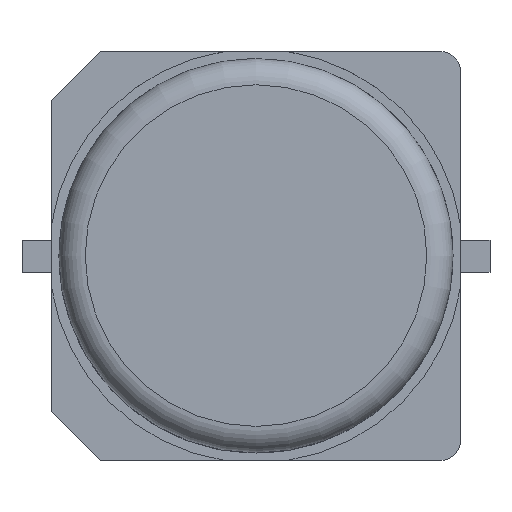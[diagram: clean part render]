
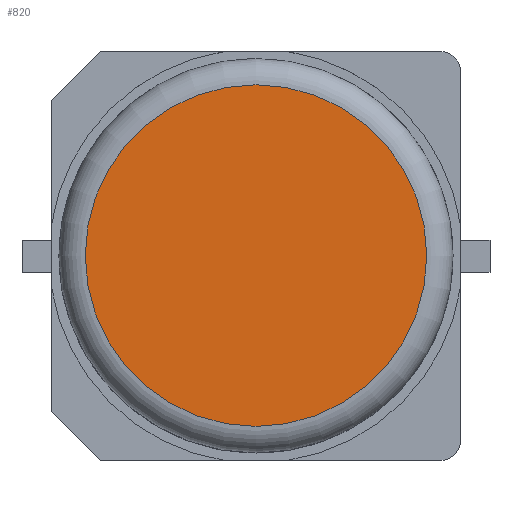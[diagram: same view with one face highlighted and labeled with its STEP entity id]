
A CAD part, top view. The second image highlights one B-rep face of the part: STEP entity #820.
In plain terms, the highlighted planar face has unit normal (0, 0, 1).
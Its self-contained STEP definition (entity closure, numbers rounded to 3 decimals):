
#34=DIRECTION('',(0.,0.,-1.));
#35=DIRECTION('',(-1.,0.,0.));
#201=DIRECTION('',(0.,0.,-1.));
#785=VERTEX_POINT('',#786);
#786=CARTESIAN_POINT('',(-3.467,0.,5.4));
#794=EDGE_CURVE('',#785,#785,#795,.T.);
#795=CIRCLE('',#796,3.467);
#796=AXIS2_PLACEMENT_3D('',#797,#34,#35);
#797=CARTESIAN_POINT('',(0.,0.,5.4));
#820=ADVANCED_FACE('',(#821),#824,.F.);
#821=FACE_BOUND('',#822,.F.);
#822=EDGE_LOOP('',(#823));
#823=ORIENTED_EDGE('',*,*,#794,.T.);
#824=PLANE('',#825);
#825=AXIS2_PLACEMENT_3D('',#797,#201,#35);
